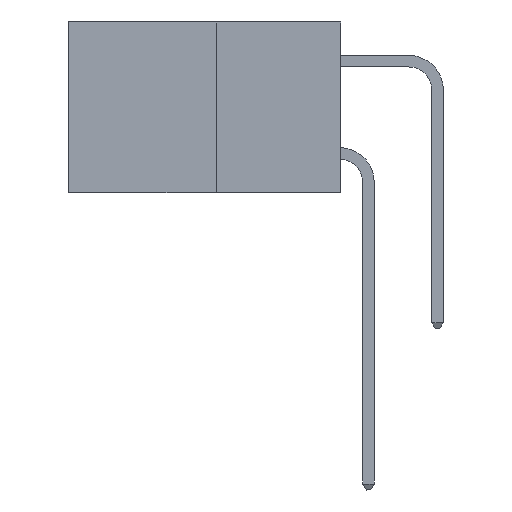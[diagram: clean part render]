
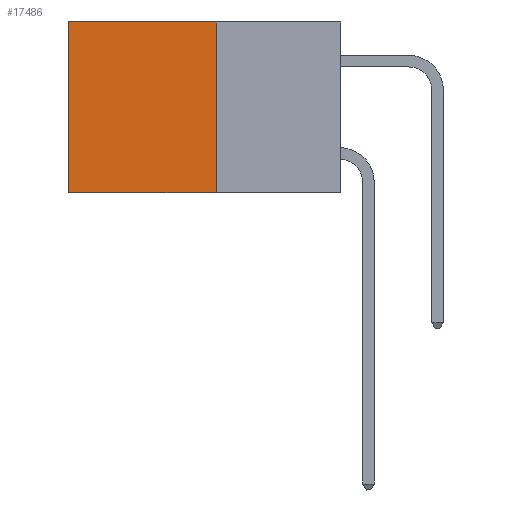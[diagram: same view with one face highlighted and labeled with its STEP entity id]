
A CAD part, left-side view. The second image highlights one B-rep face of the part: STEP entity #17486.
In plain terms, the highlighted planar face has unit normal (-1, 0, 0).
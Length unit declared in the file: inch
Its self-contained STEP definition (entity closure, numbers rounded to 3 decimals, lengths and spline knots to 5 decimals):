
#347 = LINE ( 'NONE', #27341, #11146 ) ;
#1403 = VERTEX_POINT ( 'NONE', #16539 ) ;
#3365 = DIRECTION ( 'NONE',  ( 0., 0., -1. ) ) ;
#4388 = VECTOR ( 'NONE', #19399, 39.37008 ) ;
#4460 = LINE ( 'NONE', #29999, #22897 ) ;
#4577 = CARTESIAN_POINT ( 'NONE',  ( 0.277, 0.59, 0. ) ) ;
#4978 = CARTESIAN_POINT ( 'NONE',  ( 0.277, 0.27, 0. ) ) ;
#8101 = LINE ( 'NONE', #30339, #14547 ) ;
#8476 = EDGE_CURVE ( 'NONE', #22493, #28083, #8101, .T. ) ;
#11146 = VECTOR ( 'NONE', #3365, 39.37008 ) ;
#13533 = EDGE_CURVE ( 'NONE', #1403, #22493, #22828, .T. ) ;
#13784 = CARTESIAN_POINT ( 'NONE',  ( 0.277, 0.27, -0.37 ) ) ;
#13902 = DIRECTION ( 'NONE',  ( 1., 0., 0. ) ) ;
#14547 = VECTOR ( 'NONE', #16390, 39.37008 ) ;
#14854 = FACE_OUTER_BOUND ( 'NONE', #23328, .T. ) ;
#15781 = AXIS2_PLACEMENT_3D ( 'NONE', #13784, #13902, #30258 ) ;
#16390 = DIRECTION ( 'NONE',  ( 0., 0., -1. ) ) ;
#16539 = CARTESIAN_POINT ( 'NONE',  ( 0.277, 0.27, 0. ) ) ;
#17486 = ADVANCED_FACE ( 'NONE', ( #14854 ), #25656, .F. ) ;
#18438 = DIRECTION ( 'NONE',  ( 0., 1., 0. ) ) ;
#19399 = DIRECTION ( 'NONE',  ( 0., 1., 0. ) ) ;
#20780 = EDGE_CURVE ( 'NONE', #1403, #30106, #347, .T. ) ;
#21599 = CARTESIAN_POINT ( 'NONE',  ( 0.277, 0.59, -0.37 ) ) ;
#22493 = VERTEX_POINT ( 'NONE', #4577 ) ;
#22568 = EDGE_CURVE ( 'NONE', #30106, #28083, #4460, .T. ) ;
#22828 = LINE ( 'NONE', #4978, #4388 ) ;
#22897 = VECTOR ( 'NONE', #18438, 39.37008 ) ;
#23328 = EDGE_LOOP ( 'NONE', ( #26992, #26991, #24389, #23864 ) ) ;
#23864 = ORIENTED_EDGE ( 'NONE', *, *, #13533, .T. ) ;
#24389 = ORIENTED_EDGE ( 'NONE', *, *, #20780, .F. ) ;
#25656 = PLANE ( 'NONE',  #15781 ) ;
#26991 = ORIENTED_EDGE ( 'NONE', *, *, #22568, .F. ) ;
#26992 = ORIENTED_EDGE ( 'NONE', *, *, #8476, .T. ) ;
#27341 = CARTESIAN_POINT ( 'NONE',  ( 0.277, 0.27, -0.37 ) ) ;
#28083 = VERTEX_POINT ( 'NONE', #21599 ) ;
#29999 = CARTESIAN_POINT ( 'NONE',  ( 0.277, 0.27, -0.37 ) ) ;
#30106 = VERTEX_POINT ( 'NONE', #30460 ) ;
#30258 = DIRECTION ( 'NONE',  ( 0., 0., -1. ) ) ;
#30339 = CARTESIAN_POINT ( 'NONE',  ( 0.277, 0.59, -0.37 ) ) ;
#30460 = CARTESIAN_POINT ( 'NONE',  ( 0.277, 0.27, -0.37 ) ) ;
